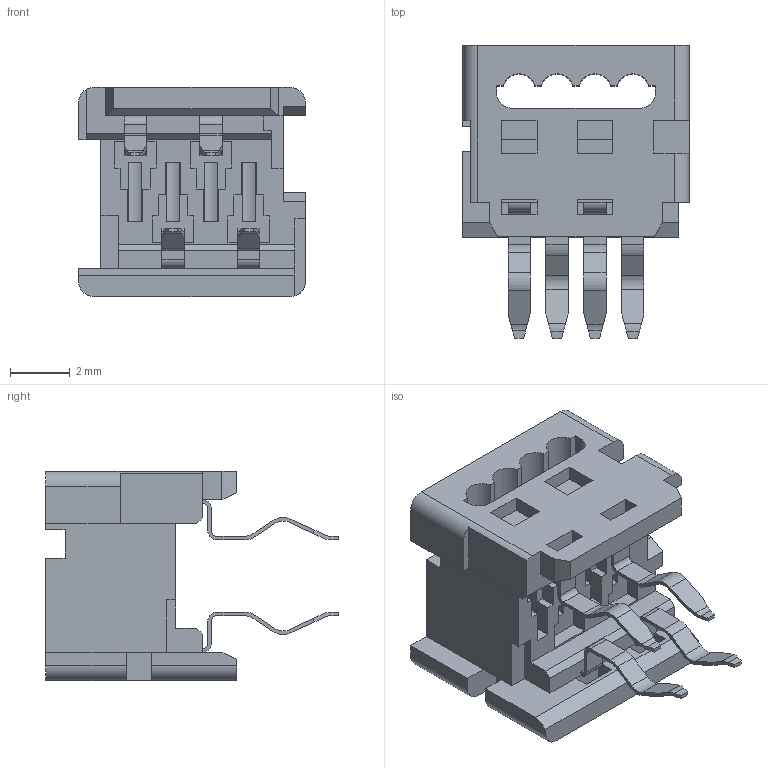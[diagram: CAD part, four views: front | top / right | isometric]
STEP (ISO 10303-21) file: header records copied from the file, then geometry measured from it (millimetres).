
FILE_DESCRIPTION((''),'2;1');
FILE_NAME('905841304','2014-03-26T',('me'),(''),'PRO/ENGINEER BY PARAMETRIC TECHNOLOGY CORPORATION, 2011490','PRO/ENGINEER BY PARAMETRIC TECHNOLOGY CORPORATION, 2011490','');
FILE_SCHEMA(('CONFIG_CONTROL_DESIGN'));
Length unit declared in the file: millimetre
Products named in the file (1): 905841304
Bounding box: 7.59 x 9.8 x 7 mm (x, y, z)
Volume: 175.1 mm3; surface area: 506.6 mm2
Topology: 1 solids, 1 shells, 331 faces, 990 edges, 656 vertices
Faces by surface type: plane 275, cylinder 56
Entity records: 11093 total; most frequent: CARTESIAN_POINT 2010, ORIENTED_EDGE 1964, DIRECTION 1756, EDGE_CURVE 982, VECTOR 856, LINE 856, VERTEX_POINT 648, AXIS2_PLACEMENT_3D 450
